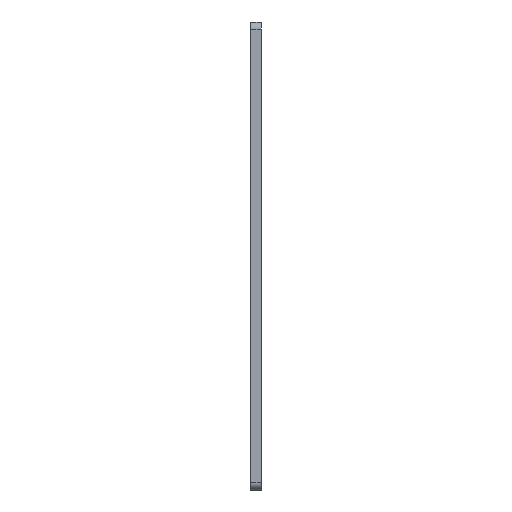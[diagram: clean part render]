
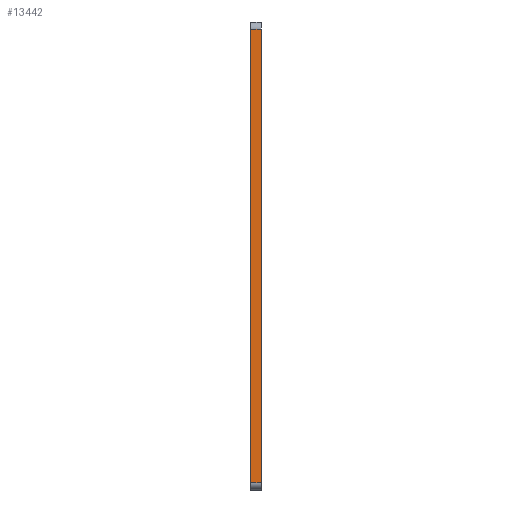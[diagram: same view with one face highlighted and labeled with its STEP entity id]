
A CAD part, left-side view. The second image highlights one B-rep face of the part: STEP entity #13442.
In plain terms, the highlighted planar face has unit normal (-1, 0, 0).
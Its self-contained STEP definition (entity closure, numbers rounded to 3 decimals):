
#15=PLANE('',#14128);
#670=LINE('',#18196,#2630);
#671=LINE('',#18199,#2631);
#672=LINE('',#18201,#2632);
#673=LINE('',#18202,#2633);
#2630=VECTOR('',#14848,10.);
#2631=VECTOR('',#14851,10.);
#2632=VECTOR('',#14852,10.);
#2633=VECTOR('',#14853,10.);
#4694=FACE_OUTER_BOUND('',#5370,.T.);
#5370=EDGE_LOOP('',(#9473,#9474,#9475,#9476));
#6153=VERTEX_POINT('',#18189);
#6156=VERTEX_POINT('',#18194);
#6157=VERTEX_POINT('',#18198);
#6158=VERTEX_POINT('',#18200);
#7486=EDGE_CURVE('',#6156,#6153,#670,.T.);
#7487=EDGE_CURVE('',#6157,#6156,#671,.T.);
#7488=EDGE_CURVE('',#6158,#6157,#672,.T.);
#7489=EDGE_CURVE('',#6153,#6158,#673,.T.);
#9473=ORIENTED_EDGE('',*,*,#7486,.F.);
#9474=ORIENTED_EDGE('',*,*,#7487,.F.);
#9475=ORIENTED_EDGE('',*,*,#7488,.F.);
#9476=ORIENTED_EDGE('',*,*,#7489,.F.);
#13442=ADVANCED_FACE('',(#4694),#15,.T.);
#14128=AXIS2_PLACEMENT_3D('',#18197,#14849,#14850);
#14848=DIRECTION('',(0.,1.,0.));
#14849=DIRECTION('center_axis',(-1.,0.,0.));
#14850=DIRECTION('ref_axis',(0.,0.,1.));
#14851=DIRECTION('',(0.,0.,-1.));
#14852=DIRECTION('',(0.,-1.,0.));
#14853=DIRECTION('',(0.,0.,1.));
#18189=CARTESIAN_POINT('',(222.479,10.5,158.135));
#18194=CARTESIAN_POINT('',(222.479,9.,158.135));
#18196=CARTESIAN_POINT('',(222.479,9.,158.135));
#18197=CARTESIAN_POINT('Origin',(222.479,9.,157.135));
#18198=CARTESIAN_POINT('',(222.479,9.,221.286));
#18199=CARTESIAN_POINT('',(222.479,9.,222.286));
#18200=CARTESIAN_POINT('',(222.479,10.5,221.286));
#18201=CARTESIAN_POINT('',(222.479,9.,221.286));
#18202=CARTESIAN_POINT('',(222.479,10.5,222.286));
